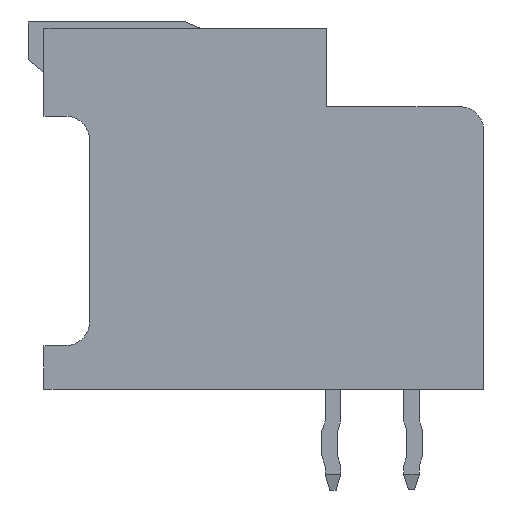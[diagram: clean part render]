
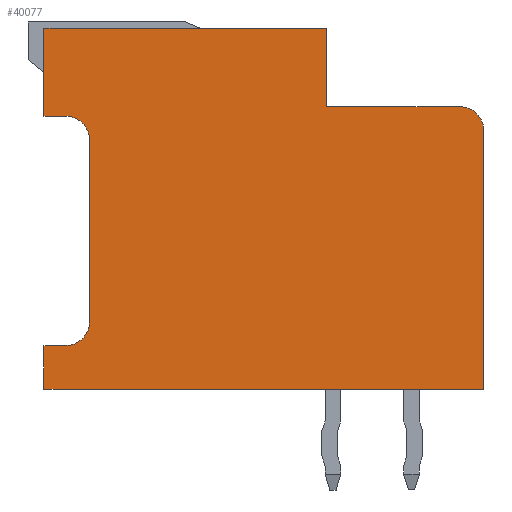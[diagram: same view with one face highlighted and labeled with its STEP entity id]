
A CAD part, left-side view. The second image highlights one B-rep face of the part: STEP entity #40077.
In plain terms, the highlighted face is planar.
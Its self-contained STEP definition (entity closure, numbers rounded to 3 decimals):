
#127=CIRCLE('',#41743,0.75);
#132=CIRCLE('',#41763,0.75);
#133=CIRCLE('',#41764,0.75);
#4656=ORIENTED_EDGE('',*,*,#11091,.T.);
#4657=ORIENTED_EDGE('',*,*,#11101,.T.);
#4658=ORIENTED_EDGE('',*,*,#11099,.T.);
#4659=ORIENTED_EDGE('',*,*,#11252,.T.);
#4660=ORIENTED_EDGE('',*,*,#11253,.T.);
#4661=ORIENTED_EDGE('',*,*,#11206,.T.);
#4662=ORIENTED_EDGE('',*,*,#11243,.T.);
#4663=ORIENTED_EDGE('',*,*,#11254,.F.);
#4664=ORIENTED_EDGE('',*,*,#11247,.T.);
#4665=ORIENTED_EDGE('',*,*,#11255,.F.);
#4666=ORIENTED_EDGE('',*,*,#11251,.T.);
#4667=ORIENTED_EDGE('',*,*,#11256,.T.);
#4668=ORIENTED_EDGE('',*,*,#11096,.T.);
#11091=EDGE_CURVE('',#14448,#14447,#17771,.T.);
#11096=EDGE_CURVE('',#14451,#14448,#17776,.T.);
#11099=EDGE_CURVE('',#14453,#14452,#17779,.T.);
#11101=EDGE_CURVE('',#14447,#14453,#127,.T.);
#11206=EDGE_CURVE('',#14540,#14539,#17885,.T.);
#11243=EDGE_CURVE('',#14539,#14569,#17918,.T.);
#11247=EDGE_CURVE('',#14570,#14573,#17922,.T.);
#11251=EDGE_CURVE('',#14574,#14577,#17926,.T.);
#11252=EDGE_CURVE('',#14452,#14578,#17927,.T.);
#11253=EDGE_CURVE('',#14578,#14540,#17928,.T.);
#11254=EDGE_CURVE('',#14570,#14569,#132,.T.);
#11255=EDGE_CURVE('',#14574,#14573,#133,.T.);
#11256=EDGE_CURVE('',#14577,#14451,#17929,.T.);
#14447=VERTEX_POINT('',#54991);
#14448=VERTEX_POINT('',#54993);
#14451=VERTEX_POINT('',#55002);
#14452=VERTEX_POINT('',#55006);
#14453=VERTEX_POINT('',#55008);
#14539=VERTEX_POINT('',#55205);
#14540=VERTEX_POINT('',#55207);
#14569=VERTEX_POINT('',#55280);
#14570=VERTEX_POINT('',#55284);
#14573=VERTEX_POINT('',#55289);
#14574=VERTEX_POINT('',#55293);
#14577=VERTEX_POINT('',#55298);
#14578=VERTEX_POINT('',#55302);
#17771=LINE('',#54992,#21850);
#17776=LINE('',#55001,#21855);
#17779=LINE('',#55007,#21858);
#17885=LINE('',#55206,#21964);
#17918=LINE('',#55281,#21997);
#17922=LINE('',#55290,#22001);
#17926=LINE('',#55299,#22005);
#17927=LINE('',#55301,#22006);
#17928=LINE('',#55303,#22007);
#17929=LINE('',#55306,#22008);
#21850=VECTOR('',#46776,1000.);
#21855=VECTOR('',#46783,1000.);
#21858=VECTOR('',#46788,1000.);
#21964=VECTOR('',#46906,1000.);
#21997=VECTOR('',#46963,1000.);
#22001=VECTOR('',#46969,1000.);
#22005=VECTOR('',#46975,1000.);
#22006=VECTOR('',#46978,1000.);
#22007=VECTOR('',#46979,1000.);
#22008=VECTOR('',#46984,1000.);
#24345=EDGE_LOOP('',(#4656,#4657,#4658,#4659,#4660,#4661,#4662,#4663,#4664,
#4665,#4666,#4667,#4668));
#25950=FACE_BOUND('',#24345,.T.);
#27517=PLANE('',#41762);
#40077=ADVANCED_FACE('',(#25950),#27517,.T.);
#41743=AXIS2_PLACEMENT_3D('',#55011,#46792,#46793);
#41762=AXIS2_PLACEMENT_3D('',#55300,#46976,#46977);
#41763=AXIS2_PLACEMENT_3D('',#55304,#46980,#46981);
#41764=AXIS2_PLACEMENT_3D('',#55305,#46982,#46983);
#46776=DIRECTION('',(0.,1.,0.));
#46783=DIRECTION('',(0.,0.,-1.));
#46788=DIRECTION('',(0.,0.,1.));
#46792=DIRECTION('',(1.,0.,0.));
#46793=DIRECTION('',(0.,0.,-1.));
#46906=DIRECTION('',(0.,-1.,0.));
#46963=DIRECTION('',(0.,0.,-1.));
#46969=DIRECTION('',(0.,-1.,0.));
#46975=DIRECTION('',(0.,0.,1.));
#46976=DIRECTION('',(1.,0.,0.));
#46977=DIRECTION('',(0.,0.,-1.));
#46978=DIRECTION('',(0.,1.,0.));
#46979=DIRECTION('',(0.,0.,1.));
#46980=DIRECTION('',(1.,0.,0.));
#46981=DIRECTION('',(0.,0.,-1.));
#46982=DIRECTION('',(1.,0.,0.));
#46983=DIRECTION('',(0.,0.,-1.));
#46984=DIRECTION('',(0.,-1.,0.));
#54991=CARTESIAN_POINT('',(18.7,3.75,-7.));
#54992=CARTESIAN_POINT('',(18.7,-4.5,-7.));
#54993=CARTESIAN_POINT('',(18.7,-4.5,-7.));
#55001=CARTESIAN_POINT('',(18.7,-4.5,7.));
#55002=CARTESIAN_POINT('',(18.7,-4.5,7.));
#55006=CARTESIAN_POINT('',(18.7,4.5,-2.));
#55007=CARTESIAN_POINT('',(18.7,4.5,-7.));
#55008=CARTESIAN_POINT('',(18.7,4.5,-6.25));
#55011=CARTESIAN_POINT('',(18.7,3.75,-6.25));
#55205=CARTESIAN_POINT('',(18.7,4.2,7.));
#55206=CARTESIAN_POINT('',(18.7,7.,7.));
#55207=CARTESIAN_POINT('',(18.7,7.,7.));
#55280=CARTESIAN_POINT('',(18.7,4.2,6.3));
#55281=CARTESIAN_POINT('',(18.7,4.2,7.));
#55284=CARTESIAN_POINT('',(18.7,3.45,5.55));
#55289=CARTESIAN_POINT('',(18.7,-2.35,5.55));
#55290=CARTESIAN_POINT('',(18.7,4.2,5.55));
#55293=CARTESIAN_POINT('',(18.7,-3.1,6.3));
#55298=CARTESIAN_POINT('',(18.7,-3.1,7.));
#55299=CARTESIAN_POINT('',(18.7,-3.1,5.55));
#55300=CARTESIAN_POINT('',(18.7,0.,0.));
#55301=CARTESIAN_POINT('',(18.7,4.5,-2.));
#55302=CARTESIAN_POINT('',(18.7,7.,-2.));
#55303=CARTESIAN_POINT('',(18.7,7.,-2.));
#55304=CARTESIAN_POINT('',(18.7,3.45,6.3));
#55305=CARTESIAN_POINT('',(18.7,-2.35,6.3));
#55306=CARTESIAN_POINT('',(18.7,-3.1,7.));
